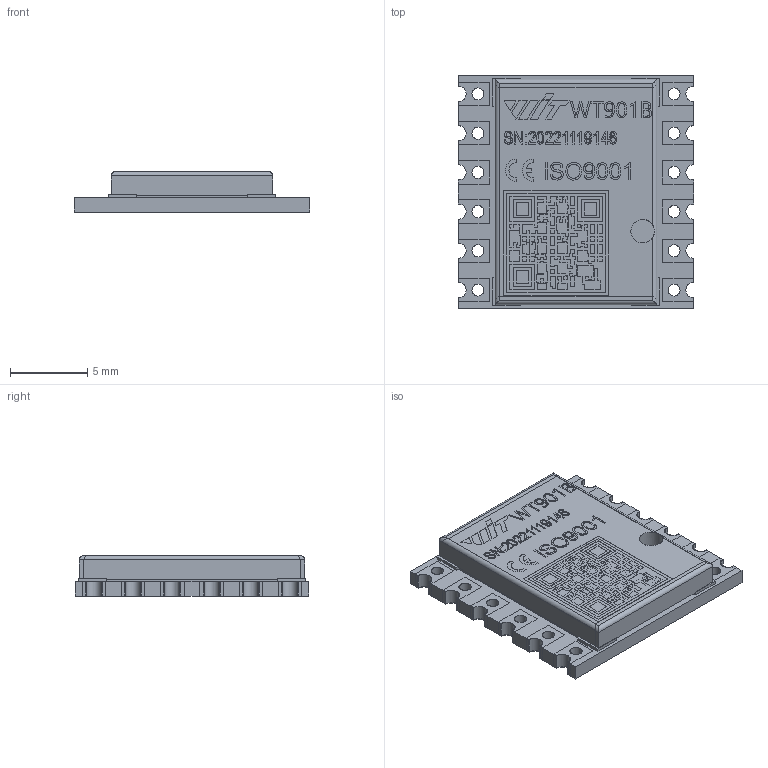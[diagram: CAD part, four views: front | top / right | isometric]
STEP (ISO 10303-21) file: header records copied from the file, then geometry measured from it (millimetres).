
FILE_DESCRIPTION(('FreeCAD Model'),'2;1');
FILE_NAME('Open CASCADE Shape Model','2023-03-17T06:29:49',( 'kicad StepUp'),('ksu MCAD'),'Open CASCADE STEP processor 7.6', 'FreeCAD','Unknown');
FILE_SCHEMA(('AUTOMOTIVE_DESIGN { 1 0 10303 214 1 1 1 1 }'));
Length unit declared in the file: millimetre
Products named in the file (5): Witmotion_WT901; PCB001; LASER_ETCH001; ASIC001; PADS002
Assembly tree (4 placements, depth 2):
  Witmotion_WT901
    PCB001
    LASER_ETCH001
    ASIC001
    PADS002
Bounding box: 15.26 x 15.15 x 2.65 mm (x, y, z)
Surface area: 1488.9 mm2
Topology: 15 solids, 15 shells, 1562 faces, 4165 edges, 2732 vertices
Faces by surface type: plane 1128, extrusion 371, cylinder 63
Full cylindrical faces by diameter (mm): 0.78 x12, 0.8 x12, 1.524 x2
Entity records: 49991 total; most frequent: CARTESIAN_POINT 12152, ORIENTED_EDGE 8332, DIRECTION 6300, EDGE_CURVE 4165, VECTOR 3672, LINE 3301, VERTEX_POINT 2732, FACE_BOUND 1711
